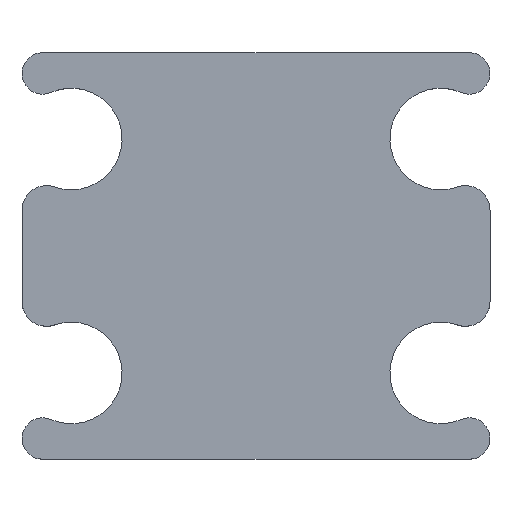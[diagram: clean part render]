
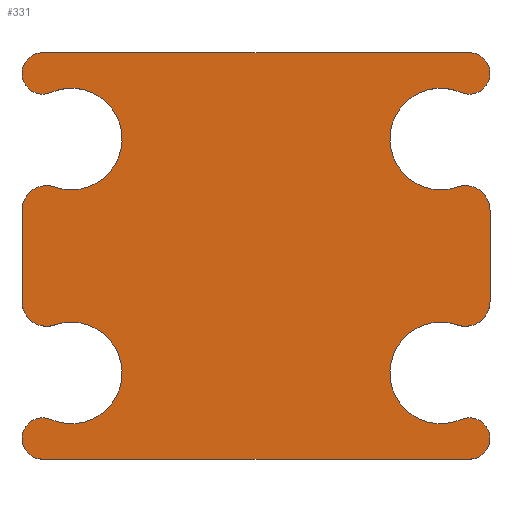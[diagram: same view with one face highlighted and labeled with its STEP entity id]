
A CAD part, top view. The second image highlights one B-rep face of the part: STEP entity #331.
In plain terms, the highlighted planar face has unit normal (0, 0, 1).
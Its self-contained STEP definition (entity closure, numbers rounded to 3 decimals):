
#12=CIRCLE('',#347,1.68);
#14=CIRCLE('',#350,4.125);
#16=CIRCLE('',#353,2.);
#19=CIRCLE('',#358,2.);
#21=CIRCLE('',#361,4.125);
#22=CIRCLE('',#363,1.68);
#24=CIRCLE('',#367,1.68);
#26=CIRCLE('',#370,4.125);
#28=CIRCLE('',#373,2.);
#31=CIRCLE('',#378,2.);
#33=CIRCLE('',#381,4.125);
#35=CIRCLE('',#385,1.68);
#128=ORIENTED_EDGE('',*,*,#188,.T.);
#129=ORIENTED_EDGE('',*,*,#186,.T.);
#130=ORIENTED_EDGE('',*,*,#182,.F.);
#131=ORIENTED_EDGE('',*,*,#178,.T.);
#132=ORIENTED_EDGE('',*,*,#175,.T.);
#133=ORIENTED_EDGE('',*,*,#172,.T.);
#134=ORIENTED_EDGE('',*,*,#170,.T.);
#135=ORIENTED_EDGE('',*,*,#166,.T.);
#136=ORIENTED_EDGE('',*,*,#164,.T.);
#137=ORIENTED_EDGE('',*,*,#162,.T.);
#138=ORIENTED_EDGE('',*,*,#157,.T.);
#139=ORIENTED_EDGE('',*,*,#154,.T.);
#140=ORIENTED_EDGE('',*,*,#151,.T.);
#141=ORIENTED_EDGE('',*,*,#148,.T.);
#142=ORIENTED_EDGE('',*,*,#144,.T.);
#143=ORIENTED_EDGE('',*,*,#191,.T.);
#144=EDGE_CURVE('',#192,#193,#224,.T.);
#148=EDGE_CURVE('',#196,#192,#12,.T.);
#151=EDGE_CURVE('',#198,#196,#14,.T.);
#154=EDGE_CURVE('',#200,#198,#16,.T.);
#157=EDGE_CURVE('',#202,#200,#231,.T.);
#162=EDGE_CURVE('',#205,#202,#19,.T.);
#164=EDGE_CURVE('',#207,#205,#21,.T.);
#166=EDGE_CURVE('',#208,#207,#22,.T.);
#170=EDGE_CURVE('',#211,#208,#238,.T.);
#172=EDGE_CURVE('',#212,#211,#24,.T.);
#175=EDGE_CURVE('',#214,#212,#26,.T.);
#178=EDGE_CURVE('',#216,#214,#28,.T.);
#182=EDGE_CURVE('',#216,#219,#244,.T.);
#186=EDGE_CURVE('',#221,#219,#31,.T.);
#188=EDGE_CURVE('',#223,#221,#33,.T.);
#191=EDGE_CURVE('',#193,#223,#35,.T.);
#192=VERTEX_POINT('',#500);
#193=VERTEX_POINT('',#501);
#196=VERTEX_POINT('',#509);
#198=VERTEX_POINT('',#515);
#200=VERTEX_POINT('',#521);
#202=VERTEX_POINT('',#527);
#205=VERTEX_POINT('',#534);
#207=VERTEX_POINT('',#541);
#208=VERTEX_POINT('',#545);
#211=VERTEX_POINT('',#553);
#212=VERTEX_POINT('',#557);
#214=VERTEX_POINT('',#563);
#216=VERTEX_POINT('',#569);
#219=VERTEX_POINT('',#577);
#221=VERTEX_POINT('',#582);
#223=VERTEX_POINT('',#589);
#224=LINE('',#499,#248);
#231=LINE('',#526,#255);
#238=LINE('',#552,#262);
#244=LINE('',#576,#268);
#248=VECTOR('',#391,1000.);
#255=VECTOR('',#418,1000.);
#262=VECTOR('',#445,1000.);
#268=VECTOR('',#471,1000.);
#289=EDGE_LOOP('',(#128,#129,#130,#131,#132,#133,#134,#135,#136,#137,#138,
#139,#140,#141,#142,#143));
#307=FACE_BOUND('',#289,.T.);
#313=PLANE('',#386);
#331=ADVANCED_FACE('',(#307),#313,.T.);
#347=AXIS2_PLACEMENT_3D('',#508,#397,#398);
#350=AXIS2_PLACEMENT_3D('',#514,#404,#405);
#353=AXIS2_PLACEMENT_3D('',#520,#411,#412);
#358=AXIS2_PLACEMENT_3D('',#536,#426,#427);
#361=AXIS2_PLACEMENT_3D('',#540,#432,#433);
#363=AXIS2_PLACEMENT_3D('',#544,#437,#438);
#367=AXIS2_PLACEMENT_3D('',#556,#449,#450);
#370=AXIS2_PLACEMENT_3D('',#562,#456,#457);
#373=AXIS2_PLACEMENT_3D('',#568,#463,#464);
#378=AXIS2_PLACEMENT_3D('',#584,#478,#479);
#381=AXIS2_PLACEMENT_3D('',#588,#484,#485);
#385=AXIS2_PLACEMENT_3D('',#594,#493,#494);
#386=AXIS2_PLACEMENT_3D('',#595,#495,#496);
#391=DIRECTION('',(1.,0.,0.));
#397=DIRECTION('',(0.,0.,1.));
#398=DIRECTION('',(0.4,0.917,0.));
#404=DIRECTION('',(0.,0.,-1.));
#405=DIRECTION('',(-0.327,0.945,0.));
#411=DIRECTION('',(0.,0.,1.));
#412=DIRECTION('',(-1.,0.,0.));
#418=DIRECTION('',(0.,-1.,0.));
#426=DIRECTION('',(0.,0.,1.));
#427=DIRECTION('',(0.327,0.945,0.));
#432=DIRECTION('',(0.,0.,-1.));
#433=DIRECTION('',(-0.4,0.917,0.));
#437=DIRECTION('',(0.,0.,1.));
#438=DIRECTION('',(0.,1.,0.));
#445=DIRECTION('',(-1.,0.,0.));
#449=DIRECTION('',(0.,0.,1.));
#450=DIRECTION('',(-0.4,-0.917,0.));
#456=DIRECTION('',(0.,0.,-1.));
#457=DIRECTION('',(0.327,-0.945,0.));
#463=DIRECTION('',(0.,0.,1.));
#464=DIRECTION('',(1.,0.,0.));
#471=DIRECTION('',(0.,-1.,0.));
#478=DIRECTION('',(0.,0.,1.));
#479=DIRECTION('',(-0.327,-0.945,0.));
#484=DIRECTION('',(0.,0.,-1.));
#485=DIRECTION('',(0.4,-0.917,0.));
#493=DIRECTION('',(0.,0.,1.));
#494=DIRECTION('',(0.,-1.,0.));
#495=DIRECTION('',(0.,0.,1.));
#496=DIRECTION('',(-1.,0.,0.));
#499=CARTESIAN_POINT('',(-17.32,42.,23.));
#500=CARTESIAN_POINT('',(-17.32,42.,23.));
#501=CARTESIAN_POINT('',(17.32,42.,23.));
#508=CARTESIAN_POINT('',(-17.32,43.68,23.));
#509=CARTESIAN_POINT('',(-16.649,45.219,23.));
#514=CARTESIAN_POINT('',(-15.,49.,23.));
#515=CARTESIAN_POINT('',(-16.347,52.899,23.));
#520=CARTESIAN_POINT('',(-17.,54.789,23.));
#521=CARTESIAN_POINT('',(-19.,54.789,23.));
#526=CARTESIAN_POINT('',(-19.,62.211,23.));
#527=CARTESIAN_POINT('',(-19.,62.211,23.));
#534=CARTESIAN_POINT('',(-16.347,64.101,23.));
#536=CARTESIAN_POINT('',(-17.,62.211,23.));
#540=CARTESIAN_POINT('',(-15.,68.,23.));
#541=CARTESIAN_POINT('',(-16.649,71.781,23.));
#544=CARTESIAN_POINT('',(-17.32,73.32,23.));
#545=CARTESIAN_POINT('',(-17.32,75.,23.));
#552=CARTESIAN_POINT('',(17.32,75.,23.));
#553=CARTESIAN_POINT('',(17.32,75.,23.));
#556=CARTESIAN_POINT('',(17.32,73.32,23.));
#557=CARTESIAN_POINT('',(16.649,71.781,23.));
#562=CARTESIAN_POINT('',(15.,68.,23.));
#563=CARTESIAN_POINT('',(16.347,64.101,23.));
#568=CARTESIAN_POINT('',(17.,62.211,23.));
#569=CARTESIAN_POINT('',(19.,62.211,23.));
#576=CARTESIAN_POINT('',(19.,62.211,23.));
#577=CARTESIAN_POINT('',(19.,54.789,23.));
#582=CARTESIAN_POINT('',(16.347,52.899,23.));
#584=CARTESIAN_POINT('',(17.,54.789,23.));
#588=CARTESIAN_POINT('',(15.,49.,23.));
#589=CARTESIAN_POINT('',(16.649,45.219,23.));
#594=CARTESIAN_POINT('',(17.32,43.68,23.));
#595=CARTESIAN_POINT('',(-30.,0.,23.));
